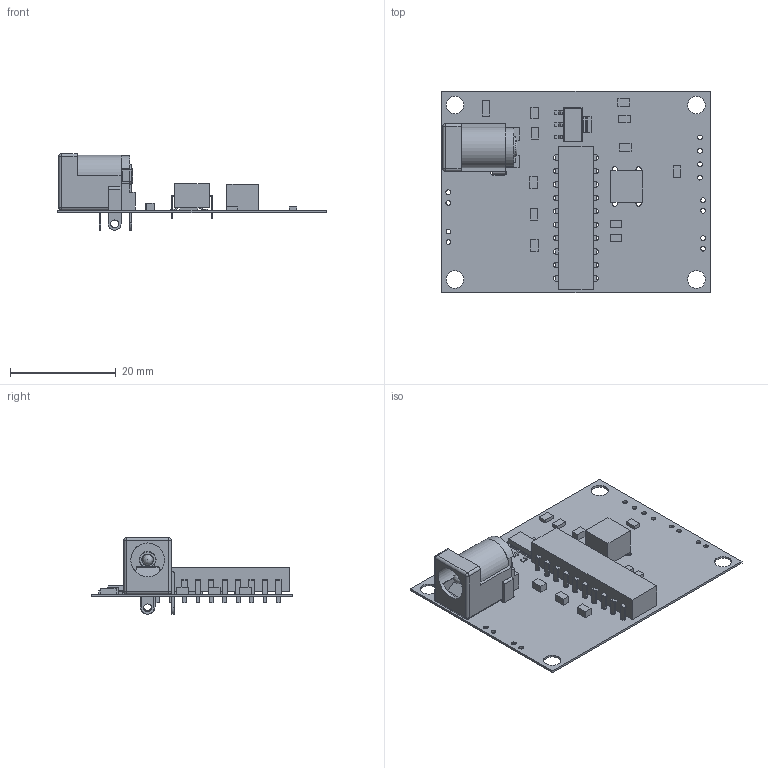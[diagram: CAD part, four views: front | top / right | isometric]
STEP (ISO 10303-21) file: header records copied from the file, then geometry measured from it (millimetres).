
FILE_DESCRIPTION(/* description */ (''),/* implementation_level */ '2;1');
FILE_NAME(/* name */ 'Central PCB v2.step',/* time_stamp */ '2020-03-05T14:21:11-08:00',/* author */ (''),/* organization */ (''),/* preprocessor_version */ 'ST-DEVELOPER v18',/* originating_system */ 'Autodesk Translation Framework v8.12.0.6',/* authorisation */ '');
FILE_SCHEMA (('AUTOMOTIVE_DESIGN { 1 0 10303 214 3 1 1 }'));
Length unit declared in the file: millimetre
Products named in the file (1): Central PCB
Bounding box: 50.8 x 38.1 x 14.5 mm (x, y, z)
Volume: 2559.8 mm3; surface area: 7004.2 mm2
Topology: 81 solids, 102 shells, 759 faces, 1874 edges, 1300 vertices
Faces by surface type: plane 628, cylinder 111, torus 11, bspline 5, sphere 4
Full cylindrical faces by diameter (mm): 0.9 x32, 0.99 x4, 1.5 x3, 1.8 x1, 2 x5, 3.2 x2, 3.302 x4, 6.4 x1
Entity records: 22941 total; most frequent: CARTESIAN_POINT 4231, DIRECTION 3746, ORIENTED_EDGE 3650, EDGE_CURVE 1870, LINE 1504, VECTOR 1504, VERTEX_POINT 1300, AXIS2_PLACEMENT_3D 1121
